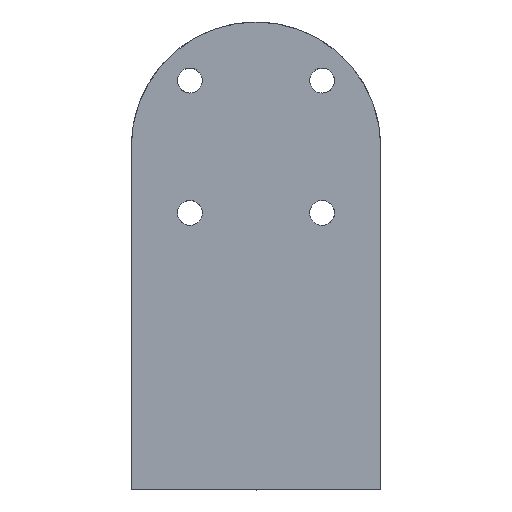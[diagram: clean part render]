
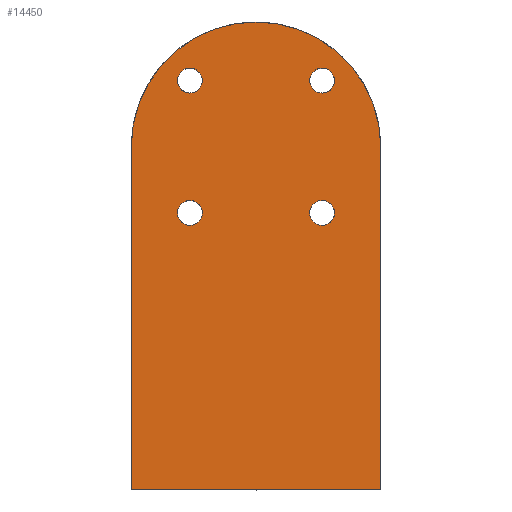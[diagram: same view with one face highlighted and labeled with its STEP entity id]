
A CAD part, top view. The second image highlights one B-rep face of the part: STEP entity #14450.
In plain terms, the highlighted planar face has unit normal (0, 0, 1).
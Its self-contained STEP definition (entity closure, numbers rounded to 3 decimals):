
#5188 = VERTEX_POINT('',#5189);
#5189 = CARTESIAN_POINT('',(0.,0.,25.));
#5195 = EDGE_CURVE('',#5188,#5196,#5198,.T.);
#5196 = VERTEX_POINT('',#5197);
#5197 = CARTESIAN_POINT('',(40.,0.,25.));
#5198 = LINE('',#5199,#5200);
#5199 = CARTESIAN_POINT('',(0.,0.,25.));
#5200 = VECTOR('',#5201,1.);
#5201 = DIRECTION('',(1.,0.,0.));
#10256 = VERTEX_POINT('',#10257);
#10257 = CARTESIAN_POINT('',(20.,75.,25.));
#10263 = EDGE_CURVE('',#10264,#10256,#10266,.T.);
#10264 = VERTEX_POINT('',#10265);
#10265 = CARTESIAN_POINT('',(40.,55.,25.));
#10266 = CIRCLE('',#10267,20.);
#10267 = AXIS2_PLACEMENT_3D('',#10268,#10269,#10270);
#10268 = CARTESIAN_POINT('',(20.,55.,25.));
#10269 = DIRECTION('',(0.,0.,1.));
#10270 = DIRECTION('',(1.,0.,0.));
#10289 = VERTEX_POINT('',#10290);
#10290 = CARTESIAN_POINT('',(32.607,65.607,25.));
#10296 = EDGE_CURVE('',#10289,#10289,#10297,.T.);
#10297 = CIRCLE('',#10298,2.);
#10298 = AXIS2_PLACEMENT_3D('',#10299,#10300,#10301);
#10299 = CARTESIAN_POINT('',(30.607,65.607,25.));
#10300 = DIRECTION('',(0.,0.,1.));
#10301 = DIRECTION('',(1.,0.,0.));
#10316 = VERTEX_POINT('',#10317);
#10317 = CARTESIAN_POINT('',(0.,55.004,25.));
#10323 = EDGE_CURVE('',#10256,#10316,#10324,.T.);
#10324 = CIRCLE('',#10325,20.);
#10325 = AXIS2_PLACEMENT_3D('',#10326,#10327,#10328);
#10326 = CARTESIAN_POINT('',(20.,55.,25.));
#10327 = DIRECTION('',(0.,0.,1.));
#10328 = DIRECTION('',(1.,0.,0.));
#10342 = VERTEX_POINT('',#10343);
#10343 = CARTESIAN_POINT('',(32.607,44.393,25.));
#10349 = EDGE_CURVE('',#10342,#10342,#10350,.T.);
#10350 = CIRCLE('',#10351,2.);
#10351 = AXIS2_PLACEMENT_3D('',#10352,#10353,#10354);
#10352 = CARTESIAN_POINT('',(30.607,44.393,25.));
#10353 = DIRECTION('',(0.,0.,1.));
#10354 = DIRECTION('',(1.,0.,0.));
#14440 = EDGE_CURVE('',#10316,#5188,#14441,.T.);
#14441 = LINE('',#14442,#14443);
#14442 = CARTESIAN_POINT('',(0.,75.,25.));
#14443 = VECTOR('',#14444,1.);
#14444 = DIRECTION('',(0.,-1.,0.));
#14450 = ADVANCED_FACE('',(#14451,#14463,#14474,#14477,#14488),#14491,
  .T.);
#14451 = FACE_BOUND('',#14452,.T.);
#14452 = EDGE_LOOP('',(#14453,#14454,#14455,#14456,#14462));
#14453 = ORIENTED_EDGE('',*,*,#10323,.T.);
#14454 = ORIENTED_EDGE('',*,*,#14440,.T.);
#14455 = ORIENTED_EDGE('',*,*,#5195,.T.);
#14456 = ORIENTED_EDGE('',*,*,#14457,.T.);
#14457 = EDGE_CURVE('',#5196,#10264,#14458,.T.);
#14458 = LINE('',#14459,#14460);
#14459 = CARTESIAN_POINT('',(40.,0.,25.));
#14460 = VECTOR('',#14461,1.);
#14461 = DIRECTION('',(0.,1.,0.));
#14462 = ORIENTED_EDGE('',*,*,#10263,.T.);
#14463 = FACE_BOUND('',#14464,.T.);
#14464 = EDGE_LOOP('',(#14465));
#14465 = ORIENTED_EDGE('',*,*,#14466,.F.);
#14466 = EDGE_CURVE('',#14467,#14467,#14469,.T.);
#14467 = VERTEX_POINT('',#14468);
#14468 = CARTESIAN_POINT('',(11.393,44.393,25.));
#14469 = CIRCLE('',#14470,2.);
#14470 = AXIS2_PLACEMENT_3D('',#14471,#14472,#14473);
#14471 = CARTESIAN_POINT('',(9.393,44.393,25.));
#14472 = DIRECTION('',(0.,0.,1.));
#14473 = DIRECTION('',(1.,0.,0.));
#14474 = FACE_BOUND('',#14475,.T.);
#14475 = EDGE_LOOP('',(#14476));
#14476 = ORIENTED_EDGE('',*,*,#10349,.F.);
#14477 = FACE_BOUND('',#14478,.T.);
#14478 = EDGE_LOOP('',(#14479));
#14479 = ORIENTED_EDGE('',*,*,#14480,.F.);
#14480 = EDGE_CURVE('',#14481,#14481,#14483,.T.);
#14481 = VERTEX_POINT('',#14482);
#14482 = CARTESIAN_POINT('',(11.393,65.607,25.));
#14483 = CIRCLE('',#14484,2.);
#14484 = AXIS2_PLACEMENT_3D('',#14485,#14486,#14487);
#14485 = CARTESIAN_POINT('',(9.393,65.607,25.));
#14486 = DIRECTION('',(0.,0.,1.));
#14487 = DIRECTION('',(1.,0.,0.));
#14488 = FACE_BOUND('',#14489,.T.);
#14489 = EDGE_LOOP('',(#14490));
#14490 = ORIENTED_EDGE('',*,*,#10296,.F.);
#14491 = PLANE('',#14492);
#14492 = AXIS2_PLACEMENT_3D('',#14493,#14494,#14495);
#14493 = CARTESIAN_POINT('',(20.,37.5,25.));
#14494 = DIRECTION('',(0.,0.,1.));
#14495 = DIRECTION('',(1.,0.,0.));
